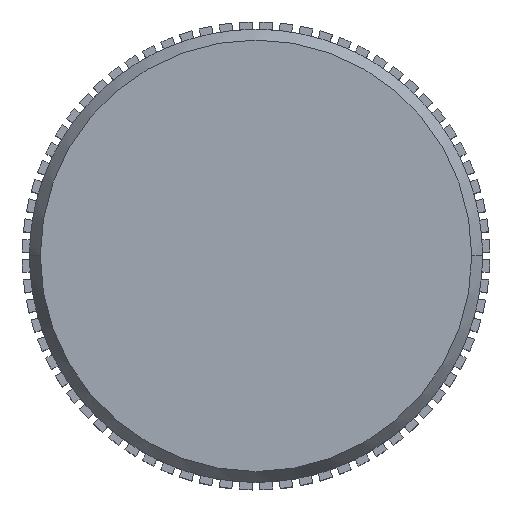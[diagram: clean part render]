
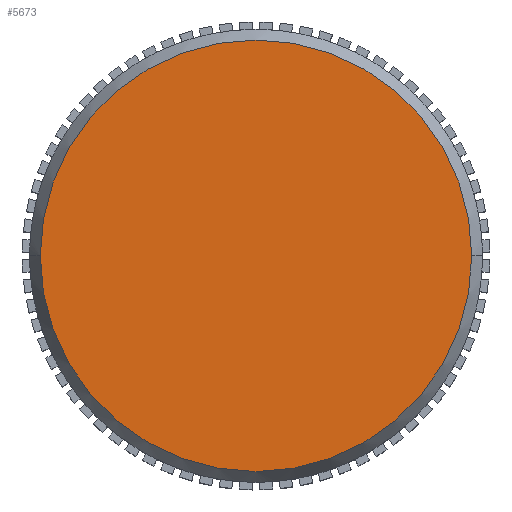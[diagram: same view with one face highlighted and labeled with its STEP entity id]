
A CAD part, top view. The second image highlights one B-rep face of the part: STEP entity #5673.
In plain terms, the highlighted planar face has unit normal (0, 0, 1).
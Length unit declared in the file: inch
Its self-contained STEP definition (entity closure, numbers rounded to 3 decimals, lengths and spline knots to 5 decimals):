
#17 = CARTESIAN_POINT ( 'NONE',  ( 0., 0., 0.17187 ) ) ;
#30 = DIRECTION ( 'NONE',  ( 0., 0., -1. ) ) ;
#39 = DIRECTION ( 'NONE',  ( -1., 0., 0. ) ) ;
#2686 = DIRECTION ( 'NONE',  ( -1., 0., 0. ) ) ;
#2687 = DIRECTION ( 'NONE',  ( 0., 0., -1. ) ) ;
#2696 = CARTESIAN_POINT ( 'NONE',  ( 0., 0., 0.17187 ) ) ;
#5128 = VERTEX_POINT ( 'NONE', #7977 ) ;
#5156 = VERTEX_POINT ( 'NONE', #8045 ) ;
#5673 = ADVANCED_FACE ( 'NONE', ( #14911 ), #8719, .T. ) ;
#7977 = CARTESIAN_POINT ( 'NONE',  ( 0.14416, 0., 0.17187 ) ) ;
#8045 = CARTESIAN_POINT ( 'NONE',  ( -0.14416, 0., 0.17187 ) ) ;
#8716 = DIRECTION ( 'NONE',  ( 1., 0., 0. ) ) ;
#8717 = DIRECTION ( 'NONE',  ( 0., 0., 1. ) ) ;
#8719 = PLANE ( 'NONE',  #14057 ) ;
#8720 = CARTESIAN_POINT ( 'NONE',  ( 0., 0., 0.17187 ) ) ;
#10027 = ORIENTED_EDGE ( 'NONE', *, *, #10627, .F. ) ;
#10037 = ORIENTED_EDGE ( 'NONE', *, *, #13871, .F. ) ;
#10212 = CIRCLE ( 'NONE', #12678, 0.14416 ) ;
#10627 = EDGE_CURVE ( 'NONE', #5128, #5156, #16096, .T. ) ;
#12180 = AXIS2_PLACEMENT_3D ( 'NONE', #2696, #2687, #2686 ) ;
#12678 = AXIS2_PLACEMENT_3D ( 'NONE', #17, #30, #39 ) ;
#13107 = EDGE_LOOP ( 'NONE', ( #10037, #10027 ) ) ;
#13871 = EDGE_CURVE ( 'NONE', #5156, #5128, #10212, .T. ) ;
#14057 = AXIS2_PLACEMENT_3D ( 'NONE', #8720, #8717, #8716 ) ;
#14911 = FACE_OUTER_BOUND ( 'NONE', #13107, .T. ) ;
#16096 = CIRCLE ( 'NONE', #12180, 0.14416 ) ;
